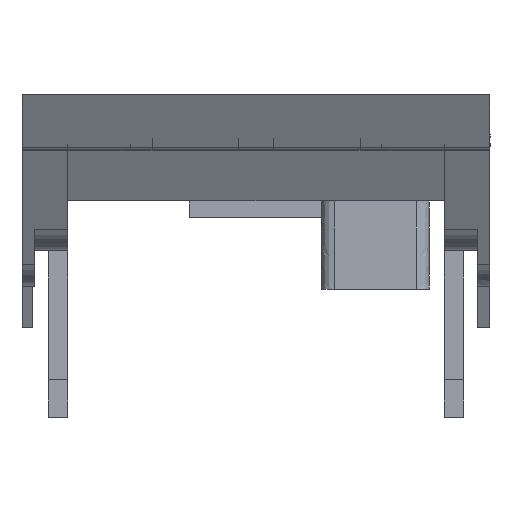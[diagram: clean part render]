
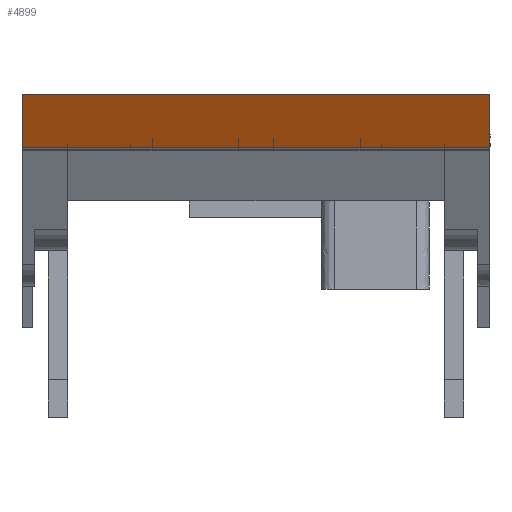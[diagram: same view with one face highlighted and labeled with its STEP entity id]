
A CAD part, front view. The second image highlights one B-rep face of the part: STEP entity #4899.
In plain terms, the highlighted planar face has unit normal (0, -0.873, -0.489).
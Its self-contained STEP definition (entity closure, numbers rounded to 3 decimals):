
#4886=AXIS2_PLACEMENT_3D('Plane Axis2P3D',#4883,#4884,#4885) ;
#1671=CARTESIAN_POINT('Vertex',(0.,1.425,12.955)) ;
#1674=CARTESIAN_POINT('Line Origine',(0.,0.713,14.227)) ;
#1678=CARTESIAN_POINT('Vertex',(0.,0.,15.5)) ;
#1834=CARTESIAN_POINT('Vertex',(22.5,0.,15.5)) ;
#1837=CARTESIAN_POINT('Line Origine',(22.5,0.713,14.227)) ;
#1841=CARTESIAN_POINT('Vertex',(22.5,1.425,12.955)) ;
#4849=CARTESIAN_POINT('Line Origine',(11.911,1.425,12.955)) ;
#4883=CARTESIAN_POINT('Axis2P3D Location',(11.25,1.507,12.809)) ;
#4888=CARTESIAN_POINT('Line Origine',(11.25,0.,15.5)) ;
#1675=DIRECTION('Vector Direction',(0.,-0.489,0.872)) ;
#1838=DIRECTION('Vector Direction',(0.,-0.489,0.872)) ;
#4850=DIRECTION('Vector Direction',(-1.,0.,0.)) ;
#4884=DIRECTION('Axis2P3D Direction',(0.,0.872,0.489)) ;
#4885=DIRECTION('Axis2P3D XDirection',(0.,-0.489,0.872)) ;
#4889=DIRECTION('Vector Direction',(-1.,0.,0.)) ;
#1676=VECTOR('Line Direction',#1675,1.) ;
#1839=VECTOR('Line Direction',#1838,1.) ;
#4851=VECTOR('Line Direction',#4850,1.) ;
#4890=VECTOR('Line Direction',#4889,1.) ;
#4894=ORIENTED_EDGE('',*,*,#4853,.F.) ;
#4895=ORIENTED_EDGE('',*,*,#1843,.F.) ;
#4896=ORIENTED_EDGE('',*,*,#4892,.T.) ;
#4897=ORIENTED_EDGE('',*,*,#1680,.F.) ;
#4899=ADVANCED_FACE('FRONT',(#4898),#4887,.F.) ;
#1680=EDGE_CURVE('',#1672,#1679,#1677,.T.) ;
#1843=EDGE_CURVE('',#1835,#1842,#1840,.F.) ;
#4853=EDGE_CURVE('',#1842,#1672,#4852,.T.) ;
#4892=EDGE_CURVE('',#1835,#1679,#4891,.T.) ;
#4893=EDGE_LOOP('',(#4894,#4895,#4896,#4897)) ;
#4898=FACE_OUTER_BOUND('',#4893,.T.) ;
#1677=LINE('Line',#1674,#1676) ;
#1840=LINE('Line',#1837,#1839) ;
#4852=LINE('Line',#4849,#4851) ;
#4891=LINE('Line',#4888,#4890) ;
#4887=PLANE('',#4886) ;
#1672=VERTEX_POINT('',#1671) ;
#1679=VERTEX_POINT('',#1678) ;
#1835=VERTEX_POINT('',#1834) ;
#1842=VERTEX_POINT('',#1841) ;
